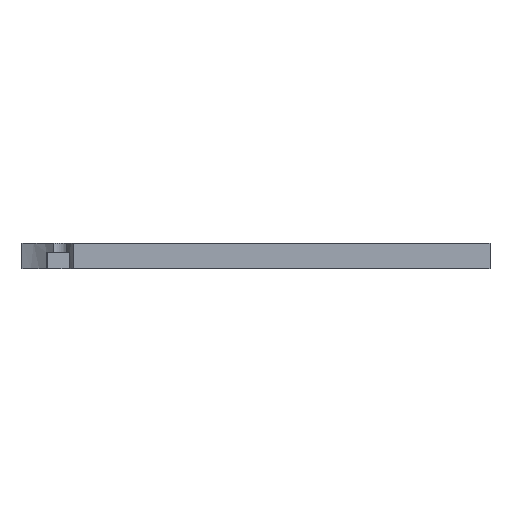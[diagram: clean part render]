
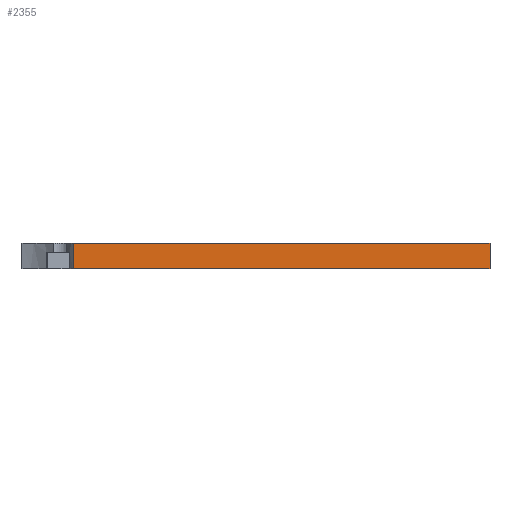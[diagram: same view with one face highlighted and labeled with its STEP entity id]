
A CAD part, front view. The second image highlights one B-rep face of the part: STEP entity #2355.
In plain terms, the highlighted planar face has unit normal (0, -1, 0).
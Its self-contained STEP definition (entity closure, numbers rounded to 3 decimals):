
#22 = VERTEX_POINT('',#23);
#23 = CARTESIAN_POINT('',(-5.,-4.,0.));
#33 = CYLINDRICAL_SURFACE('',#34,15.);
#34 = AXIS2_PLACEMENT_3D('',#35,#36,#37);
#35 = CARTESIAN_POINT('',(-19.976,-3.151,0.));
#36 = DIRECTION('',(-0.,-0.,-1.));
#37 = DIRECTION('',(1.,0.,0.));
#45 = PLANE('',#46);
#46 = AXIS2_PLACEMENT_3D('',#47,#48,#49);
#47 = CARTESIAN_POINT('',(-5.,-4.,0.));
#48 = DIRECTION('',(0.,0.,-1.));
#49 = DIRECTION('',(-1.,0.,0.));
#61 = EDGE_CURVE('',#22,#62,#64,.T.);
#62 = VERTEX_POINT('',#63);
#63 = CARTESIAN_POINT('',(-5.,-4.,5.));
#64 = SURFACE_CURVE('',#65,(#69,#76),.PCURVE_S1.);
#65 = LINE('',#66,#67);
#66 = CARTESIAN_POINT('',(-5.,-4.,0.));
#67 = VECTOR('',#68,1.);
#68 = DIRECTION('',(0.,0.,1.));
#69 = PCURVE('',#33,#70);
#70 = DEFINITIONAL_REPRESENTATION('',(#71),#75);
#71 = LINE('',#72,#73);
#72 = CARTESIAN_POINT('',(-6.227,0.));
#73 = VECTOR('',#74,1.);
#74 = DIRECTION('',(-0.,-1.));
#75 = ( GEOMETRIC_REPRESENTATION_CONTEXT(2) 
PARAMETRIC_REPRESENTATION_CONTEXT() REPRESENTATION_CONTEXT('2D SPACE',''
  ) );
#76 = PCURVE('',#77,#82);
#77 = PLANE('',#78);
#78 = AXIS2_PLACEMENT_3D('',#79,#80,#81);
#79 = CARTESIAN_POINT('',(-5.,-4.,0.));
#80 = DIRECTION('',(0.,1.,0.));
#81 = DIRECTION('',(1.,0.,0.));
#82 = DEFINITIONAL_REPRESENTATION('',(#83),#87);
#83 = LINE('',#84,#85);
#84 = CARTESIAN_POINT('',(0.,0.));
#85 = VECTOR('',#86,1.);
#86 = DIRECTION('',(0.,-1.));
#87 = ( GEOMETRIC_REPRESENTATION_CONTEXT(2) 
PARAMETRIC_REPRESENTATION_CONTEXT() REPRESENTATION_CONTEXT('2D SPACE',''
  ) );
#106 = PLANE('',#107);
#107 = AXIS2_PLACEMENT_3D('',#108,#109,#110);
#108 = CARTESIAN_POINT('',(-5.,-4.,5.));
#109 = DIRECTION('',(0.,0.,-1.));
#110 = DIRECTION('',(-1.,0.,0.));
#204 = EDGE_CURVE('',#22,#205,#207,.T.);
#205 = VERTEX_POINT('',#206);
#206 = CARTESIAN_POINT('',(75.,-4.,0.));
#207 = SURFACE_CURVE('',#208,(#212,#219),.PCURVE_S1.);
#208 = LINE('',#209,#210);
#209 = CARTESIAN_POINT('',(-5.,-4.,0.));
#210 = VECTOR('',#211,1.);
#211 = DIRECTION('',(1.,0.,0.));
#212 = PCURVE('',#45,#213);
#213 = DEFINITIONAL_REPRESENTATION('',(#214),#218);
#214 = LINE('',#215,#216);
#215 = CARTESIAN_POINT('',(0.,0.));
#216 = VECTOR('',#217,1.);
#217 = DIRECTION('',(-1.,0.));
#218 = ( GEOMETRIC_REPRESENTATION_CONTEXT(2) 
PARAMETRIC_REPRESENTATION_CONTEXT() REPRESENTATION_CONTEXT('2D SPACE',''
  ) );
#219 = PCURVE('',#77,#220);
#220 = DEFINITIONAL_REPRESENTATION('',(#221),#225);
#221 = LINE('',#222,#223);
#222 = CARTESIAN_POINT('',(0.,0.));
#223 = VECTOR('',#224,1.);
#224 = DIRECTION('',(1.,0.));
#225 = ( GEOMETRIC_REPRESENTATION_CONTEXT(2) 
PARAMETRIC_REPRESENTATION_CONTEXT() REPRESENTATION_CONTEXT('2D SPACE',''
  ) );
#644 = PLANE('',#645);
#645 = AXIS2_PLACEMENT_3D('',#646,#647,#648);
#646 = CARTESIAN_POINT('',(75.,120.,0.));
#647 = DIRECTION('',(1.,0.,0.));
#648 = DIRECTION('',(0.,-1.,0.));
#2355 = ADVANCED_FACE('',(#2356),#77,.F.);
#2356 = FACE_BOUND('',#2357,.F.);
#2357 = EDGE_LOOP('',(#2358,#2359,#2360,#2383));
#2358 = ORIENTED_EDGE('',*,*,#204,.F.);
#2359 = ORIENTED_EDGE('',*,*,#61,.T.);
#2360 = ORIENTED_EDGE('',*,*,#2361,.T.);
#2361 = EDGE_CURVE('',#62,#2362,#2364,.T.);
#2362 = VERTEX_POINT('',#2363);
#2363 = CARTESIAN_POINT('',(75.,-4.,5.));
#2364 = SURFACE_CURVE('',#2365,(#2369,#2376),.PCURVE_S1.);
#2365 = LINE('',#2366,#2367);
#2366 = CARTESIAN_POINT('',(-5.,-4.,5.));
#2367 = VECTOR('',#2368,1.);
#2368 = DIRECTION('',(1.,0.,0.));
#2369 = PCURVE('',#77,#2370);
#2370 = DEFINITIONAL_REPRESENTATION('',(#2371),#2375);
#2371 = LINE('',#2372,#2373);
#2372 = CARTESIAN_POINT('',(0.,-5.));
#2373 = VECTOR('',#2374,1.);
#2374 = DIRECTION('',(1.,0.));
#2375 = ( GEOMETRIC_REPRESENTATION_CONTEXT(2) 
PARAMETRIC_REPRESENTATION_CONTEXT() REPRESENTATION_CONTEXT('2D SPACE',''
  ) );
#2376 = PCURVE('',#106,#2377);
#2377 = DEFINITIONAL_REPRESENTATION('',(#2378),#2382);
#2378 = LINE('',#2379,#2380);
#2379 = CARTESIAN_POINT('',(0.,0.));
#2380 = VECTOR('',#2381,1.);
#2381 = DIRECTION('',(-1.,0.));
#2382 = ( GEOMETRIC_REPRESENTATION_CONTEXT(2) 
PARAMETRIC_REPRESENTATION_CONTEXT() REPRESENTATION_CONTEXT('2D SPACE',''
  ) );
#2383 = ORIENTED_EDGE('',*,*,#2384,.T.);
#2384 = EDGE_CURVE('',#2362,#205,#2385,.T.);
#2385 = SURFACE_CURVE('',#2386,(#2390,#2396),.PCURVE_S1.);
#2386 = LINE('',#2387,#2388);
#2387 = CARTESIAN_POINT('',(75.,-4.,0.));
#2388 = VECTOR('',#2389,1.);
#2389 = DIRECTION('',(0.,0.,-1.));
#2390 = PCURVE('',#77,#2391);
#2391 = DEFINITIONAL_REPRESENTATION('',(#2392),#2395);
#2392 = B_SPLINE_CURVE_WITH_KNOTS('',1,(#2393,#2394),.UNSPECIFIED.,.F.,
  .F.,(2,2),(-5.5,0.5),.PIECEWISE_BEZIER_KNOTS.);
#2393 = CARTESIAN_POINT('',(80.,-5.5));
#2394 = CARTESIAN_POINT('',(80.,0.5));
#2395 = ( GEOMETRIC_REPRESENTATION_CONTEXT(2) 
PARAMETRIC_REPRESENTATION_CONTEXT() REPRESENTATION_CONTEXT('2D SPACE',''
  ) );
#2396 = PCURVE('',#644,#2397);
#2397 = DEFINITIONAL_REPRESENTATION('',(#2398),#2401);
#2398 = B_SPLINE_CURVE_WITH_KNOTS('',1,(#2399,#2400),.UNSPECIFIED.,.F.,
  .F.,(2,2),(-5.5,0.5),.PIECEWISE_BEZIER_KNOTS.);
#2399 = CARTESIAN_POINT('',(124.,-5.5));
#2400 = CARTESIAN_POINT('',(124.,0.5));
#2401 = ( GEOMETRIC_REPRESENTATION_CONTEXT(2) 
PARAMETRIC_REPRESENTATION_CONTEXT() REPRESENTATION_CONTEXT('2D SPACE',''
  ) );
